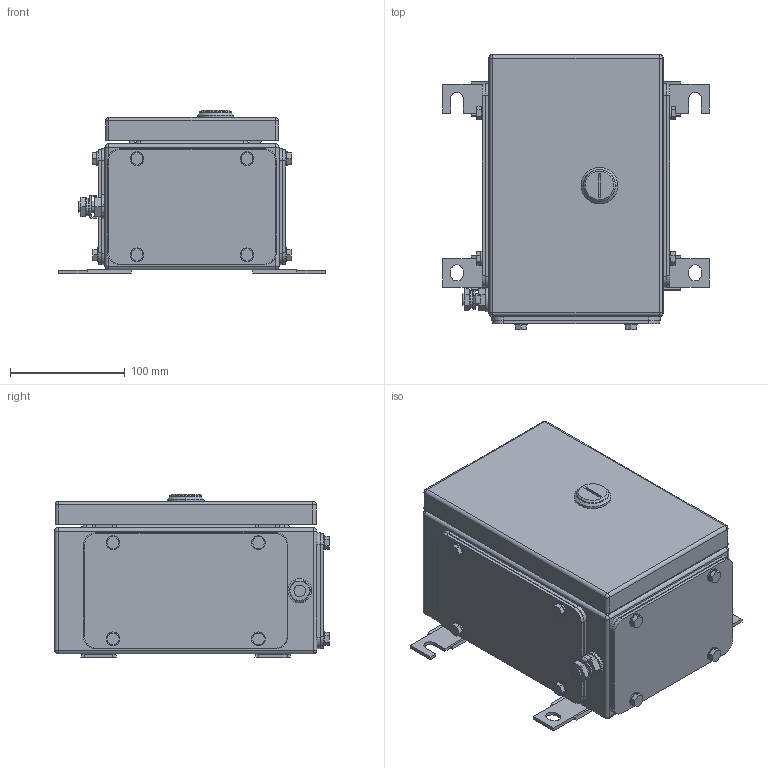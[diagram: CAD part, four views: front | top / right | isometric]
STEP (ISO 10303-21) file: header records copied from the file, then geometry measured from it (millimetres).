
FILE_DESCRIPTION(('CATIA V5 STEP Exchange','CAx-IF Rec.Pracs.--- Model Styling and Organization---1.4--- 2014-01-23'),'2;1');
FILE_NAME ('008761-7_4_1199880000_1199880000.stp','2019-09-20T12:02:13+00:00',('none'),('Weidmueller'),'CATIA Version 5-6 Release 2016 SP3 HF44','CATIA V5 STEP AP214','none');
FILE_SCHEMA(('AUTOMOTIVE_DESIGN { 1 0 10303 214 1 1 1 1 }'));
Length unit declared in the file: millimetre
Products named in the file (1): 1199880000
Bounding box: 233 x 240 x 142.8 mm (x, y, z)
Volume: 583021.5 mm3; surface area: 583174.6 mm2
Topology: 68 solids, 69 shells, 1383 faces, 3210 edges, 2008 vertices
Faces by surface type: plane 617, cylinder 576, cone 140, sphere 24, torus 22, bspline 4
Entity records: 37485 total; most frequent: CARTESIAN_POINT 7799, ORIENTED_EDGE 6304, DIRECTION 5017, EDGE_CURVE 3152, AXIS2_PLACEMENT_3D 2188, VERTEX_POINT 2008, VECTOR 1787, LINE 1787
